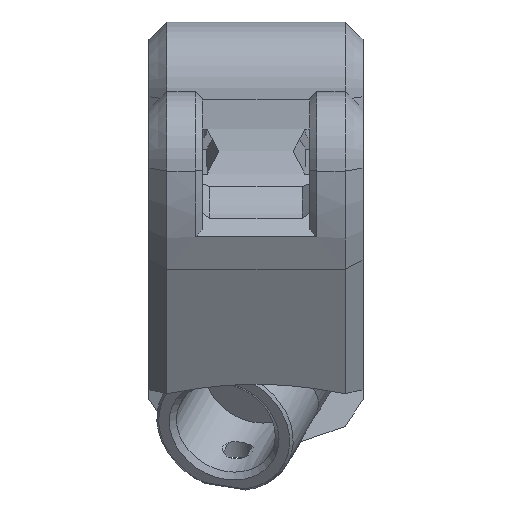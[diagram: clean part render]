
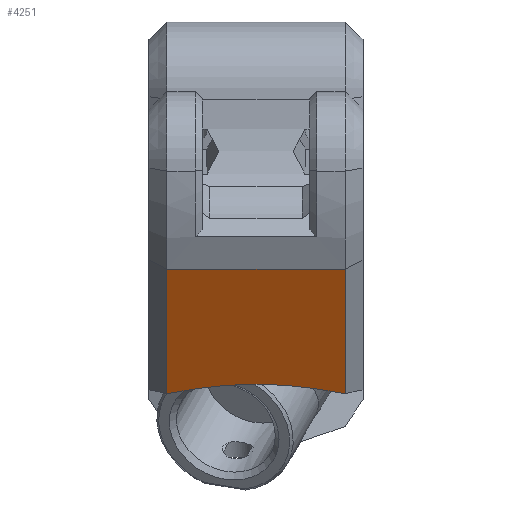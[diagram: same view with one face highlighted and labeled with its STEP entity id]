
A CAD part, front view. The second image highlights one B-rep face of the part: STEP entity #4251.
In plain terms, the highlighted planar face has unit normal (0, -0.858, -0.513).
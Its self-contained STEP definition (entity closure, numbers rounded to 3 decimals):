
#1917 = CONICAL_SURFACE('',#1918,45.062,1.032);
#1918 = AXIS2_PLACEMENT_3D('',#1919,#1920,#1921);
#1919 = CARTESIAN_POINT('',(0.,0.,-48.832));
#1920 = DIRECTION('',(-0.,-0.,-1.));
#1921 = DIRECTION('',(-0.866,0.5,0.));
#2617 = PLANE('',#2618);
#2618 = AXIS2_PLACEMENT_3D('',#2619,#2620,#2621);
#2619 = CARTESIAN_POINT('',(13.75,-33.651,-20.107));
#2620 = DIRECTION('',(-0.707,0.607,0.363));
#2621 = DIRECTION('',(0.,-0.513,0.858
    ));
#2924 = VERTEX_POINT('',#2925);
#2925 = CARTESIAN_POINT('',(-12.5,-24.281,-38.225));
#2943 = PLANE('',#2944);
#2944 = AXIS2_PLACEMENT_3D('',#2945,#2946,#2947);
#2945 = CARTESIAN_POINT('',(-13.75,-33.651,-20.107));
#2946 = DIRECTION('',(-0.707,-0.607,-0.363));
#2947 = DIRECTION('',(0.,-0.513,0.858)
  );
#2955 = EDGE_CURVE('',#2956,#2924,#2958,.T.);
#2956 = VERTEX_POINT('',#2957);
#2957 = CARTESIAN_POINT('',(12.5,-24.281,-38.225));
#2958 = SURFACE_CURVE('',#2959,(#2964,#2980),.PCURVE_S1.);
#2959 = HYPERBOLA('',#2960,27.148,36.432);
#2960 = AXIS2_PLACEMENT_3D('',#2961,#2962,#2963);
#2961 = CARTESIAN_POINT('',(0.,-39.002,-13.587)
  );
#2962 = DIRECTION('',(0.,0.858,0.513));
#2963 = DIRECTION('',(0.,0.513,-0.858));
#2964 = PCURVE('',#1917,#2965);
#2965 = DEFINITIONAL_REPRESENTATION('',(#2966),#2979);
#2966 = B_SPLINE_CURVE_WITH_KNOTS('',6,(#2967,#2968,#2969,#2970,#2971,
    #2972,#2973,#2974,#2975,#2976,#2977,#2978),.UNSPECIFIED.,.F.,.F.,(7,
    5,7),(-0.401,0.,0.401),.UNSPECIFIED.);
#2967 = CARTESIAN_POINT('',(-2.654,-10.043));
#2968 = CARTESIAN_POINT('',(-2.568,-10.684));
#2969 = CARTESIAN_POINT('',(-2.478,-11.19));
#2970 = CARTESIAN_POINT('',(-2.384,-11.566));
#2971 = CARTESIAN_POINT('',(-2.289,-11.816));
#2972 = CARTESIAN_POINT('',(-2.191,-11.941));
#2973 = CARTESIAN_POINT('',(-1.997,-11.941));
#2974 = CARTESIAN_POINT('',(-1.9,-11.816));
#2975 = CARTESIAN_POINT('',(-1.804,-11.566));
#2976 = CARTESIAN_POINT('',(-1.711,-11.19));
#2977 = CARTESIAN_POINT('',(-1.621,-10.684));
#2978 = CARTESIAN_POINT('',(-1.535,-10.043));
#2979 = ( GEOMETRIC_REPRESENTATION_CONTEXT(2) 
PARAMETRIC_REPRESENTATION_CONTEXT() REPRESENTATION_CONTEXT('2D SPACE',''
  ) );
#2980 = PCURVE('',#2981,#2986);
#2981 = PLANE('',#2982);
#2982 = AXIS2_PLACEMENT_3D('',#2983,#2984,#2985);
#2983 = CARTESIAN_POINT('',(-15.,-34.724,-20.748));
#2984 = DIRECTION('',(0.,0.858,0.513));
#2985 = DIRECTION('',(0.,0.513,-0.858));
#2986 = DEFINITIONAL_REPRESENTATION('',(#2987),#2991);
#2987 = HYPERBOLA('',#2988,27.148,36.432);
#2988 = AXIS2_PLACEMENT_2D('',#2989,#2990);
#2989 = CARTESIAN_POINT('',(-8.342,-15.));
#2990 = DIRECTION('',(1.,0.));
#2991 = ( GEOMETRIC_REPRESENTATION_CONTEXT(2) 
PARAMETRIC_REPRESENTATION_CONTEXT() REPRESENTATION_CONTEXT('2D SPACE',''
  ) );
#3588 = VERTEX_POINT('',#3589);
#3589 = CARTESIAN_POINT('',(12.5,-34.724,-20.748));
#3604 = CYLINDRICAL_SURFACE('',#3605,40.45);
#3605 = AXIS2_PLACEMENT_3D('',#3606,#3607,#3608);
#3606 = CARTESIAN_POINT('',(-15.,0.,0.));
#3607 = DIRECTION('',(-1.,0.,0.));
#3608 = DIRECTION('',(0.,1.,0.));
#4174 = EDGE_CURVE('',#3588,#2956,#4175,.T.);
#4175 = SURFACE_CURVE('',#4176,(#4180,#4187),.PCURVE_S1.);
#4176 = LINE('',#4177,#4178);
#4177 = CARTESIAN_POINT('',(12.5,-34.724,-20.748));
#4178 = VECTOR('',#4179,1.);
#4179 = DIRECTION('',(0.,0.513,-0.858));
#4180 = PCURVE('',#2617,#4181);
#4181 = DEFINITIONAL_REPRESENTATION('',(#4182),#4186);
#4182 = LINE('',#4183,#4184);
#4183 = CARTESIAN_POINT('',(0.,-1.768));
#4184 = VECTOR('',#4185,1.);
#4185 = DIRECTION('',(-1.,0.));
#4186 = ( GEOMETRIC_REPRESENTATION_CONTEXT(2) 
PARAMETRIC_REPRESENTATION_CONTEXT() REPRESENTATION_CONTEXT('2D SPACE',''
  ) );
#4187 = PCURVE('',#2981,#4188);
#4188 = DEFINITIONAL_REPRESENTATION('',(#4189),#4193);
#4189 = LINE('',#4190,#4191);
#4190 = CARTESIAN_POINT('',(0.,-27.5));
#4191 = VECTOR('',#4192,1.);
#4192 = DIRECTION('',(1.,0.));
#4193 = ( GEOMETRIC_REPRESENTATION_CONTEXT(2) 
PARAMETRIC_REPRESENTATION_CONTEXT() REPRESENTATION_CONTEXT('2D SPACE',''
  ) );
#4251 = ADVANCED_FACE('',(#4252),#2981,.F.);
#4252 = FACE_BOUND('',#4253,.F.);
#4253 = EDGE_LOOP('',(#4254,#4277,#4298,#4299));
#4254 = ORIENTED_EDGE('',*,*,#4255,.F.);
#4255 = EDGE_CURVE('',#4256,#2924,#4258,.T.);
#4256 = VERTEX_POINT('',#4257);
#4257 = CARTESIAN_POINT('',(-12.5,-34.724,-20.748));
#4258 = SURFACE_CURVE('',#4259,(#4263,#4270),.PCURVE_S1.);
#4259 = LINE('',#4260,#4261);
#4260 = CARTESIAN_POINT('',(-12.5,-34.724,-20.748));
#4261 = VECTOR('',#4262,1.);
#4262 = DIRECTION('',(0.,0.513,-0.858));
#4263 = PCURVE('',#2981,#4264);
#4264 = DEFINITIONAL_REPRESENTATION('',(#4265),#4269);
#4265 = LINE('',#4266,#4267);
#4266 = CARTESIAN_POINT('',(0.,-2.5));
#4267 = VECTOR('',#4268,1.);
#4268 = DIRECTION('',(1.,0.));
#4269 = ( GEOMETRIC_REPRESENTATION_CONTEXT(2) 
PARAMETRIC_REPRESENTATION_CONTEXT() REPRESENTATION_CONTEXT('2D SPACE',''
  ) );
#4270 = PCURVE('',#2943,#4271);
#4271 = DEFINITIONAL_REPRESENTATION('',(#4272),#4276);
#4272 = LINE('',#4273,#4274);
#4273 = CARTESIAN_POINT('',(0.,-1.768));
#4274 = VECTOR('',#4275,1.);
#4275 = DIRECTION('',(-1.,0.));
#4276 = ( GEOMETRIC_REPRESENTATION_CONTEXT(2) 
PARAMETRIC_REPRESENTATION_CONTEXT() REPRESENTATION_CONTEXT('2D SPACE',''
  ) );
#4277 = ORIENTED_EDGE('',*,*,#4278,.T.);
#4278 = EDGE_CURVE('',#4256,#3588,#4279,.T.);
#4279 = SURFACE_CURVE('',#4280,(#4284,#4291),.PCURVE_S1.);
#4280 = LINE('',#4281,#4282);
#4281 = CARTESIAN_POINT('',(-15.,-34.724,-20.748));
#4282 = VECTOR('',#4283,1.);
#4283 = DIRECTION('',(1.,0.,0.));
#4284 = PCURVE('',#2981,#4285);
#4285 = DEFINITIONAL_REPRESENTATION('',(#4286),#4290);
#4286 = LINE('',#4287,#4288);
#4287 = CARTESIAN_POINT('',(0.,-0.));
#4288 = VECTOR('',#4289,1.);
#4289 = DIRECTION('',(0.,-1.));
#4290 = ( GEOMETRIC_REPRESENTATION_CONTEXT(2) 
PARAMETRIC_REPRESENTATION_CONTEXT() REPRESENTATION_CONTEXT('2D SPACE',''
  ) );
#4291 = PCURVE('',#3604,#4292);
#4292 = DEFINITIONAL_REPRESENTATION('',(#4293),#4297);
#4293 = LINE('',#4294,#4295);
#4294 = CARTESIAN_POINT('',(-3.68,0.));
#4295 = VECTOR('',#4296,1.);
#4296 = DIRECTION('',(-0.,-1.));
#4297 = ( GEOMETRIC_REPRESENTATION_CONTEXT(2) 
PARAMETRIC_REPRESENTATION_CONTEXT() REPRESENTATION_CONTEXT('2D SPACE',''
  ) );
#4298 = ORIENTED_EDGE('',*,*,#4174,.T.);
#4299 = ORIENTED_EDGE('',*,*,#2955,.T.);
